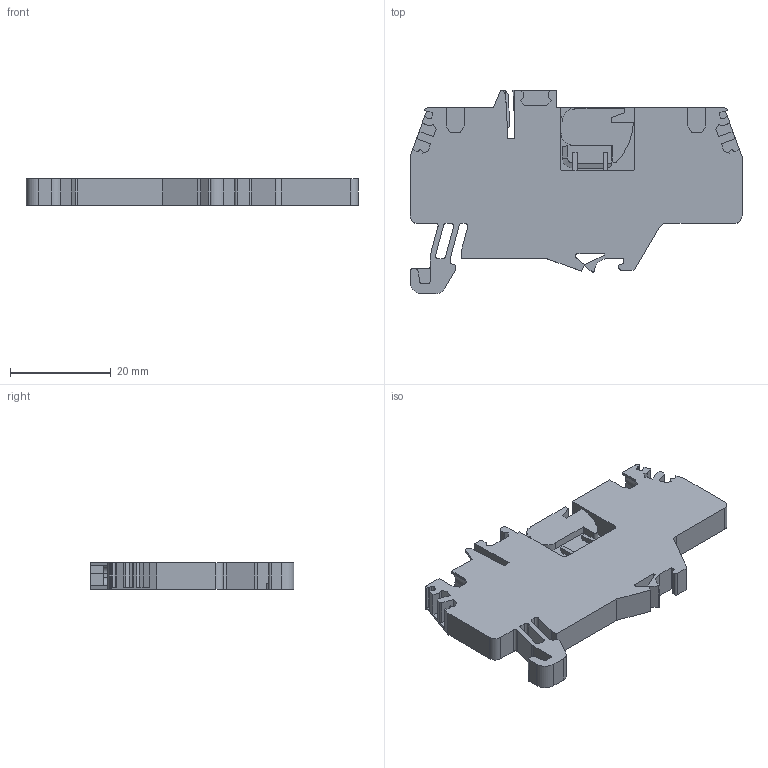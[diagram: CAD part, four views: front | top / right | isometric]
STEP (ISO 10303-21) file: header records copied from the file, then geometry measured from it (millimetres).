
FILE_DESCRIPTION((''),'2;1');
FILE_NAME('ASM0001_ASM','2022-09-23T09:33:39',('klemen.sitar'),('Audax d.o.o.'),'CREO PARAMETRIC BY PTC INC, 2021304','CREO PARAMETRIC BY PTC INC, 2021304','');
FILE_SCHEMA(('AP242_MANAGED_MODEL_BASED_3D_ENGINEERING_MIM_LF { 1 0 10303 442 1 1 4 }'));
Length unit declared in the file: millimetre
Products named in the file (3): PRT0001; PRT0002; ASM0001_ASM
Assembly tree (2 placements, depth 2):
  ASM0001_ASM
    PRT0001
    PRT0002
Bounding box: 66 x 40.5 x 5.2 mm (x, y, z)
Volume: 8564.2 mm3; surface area: 6382.2 mm2
Topology: 2 solids, 2 shells, 305 faces, 903 edges, 603 vertices
Faces by surface type: plane 238, cylinder 65, cone 2
Entity records: 15345 total; most frequent: CARTESIAN_POINT 1857, ORIENTED_EDGE 1806, DIRECTION 1665, PRESENTATION_STYLE_ASSIGNMENT 1213, STYLED_ITEM 1213, CURVE_STYLE 906, EDGE_CURVE 903, VECTOR 747
